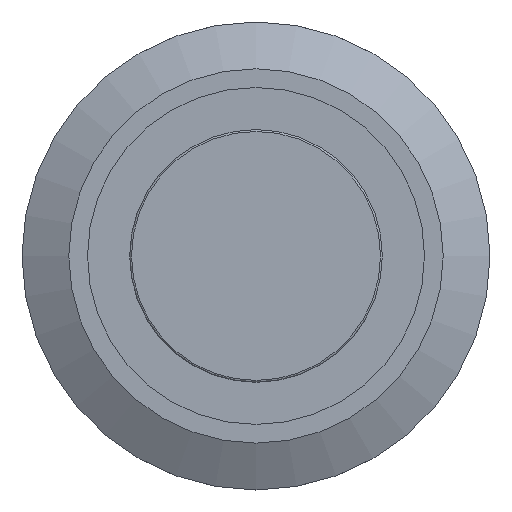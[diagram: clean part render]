
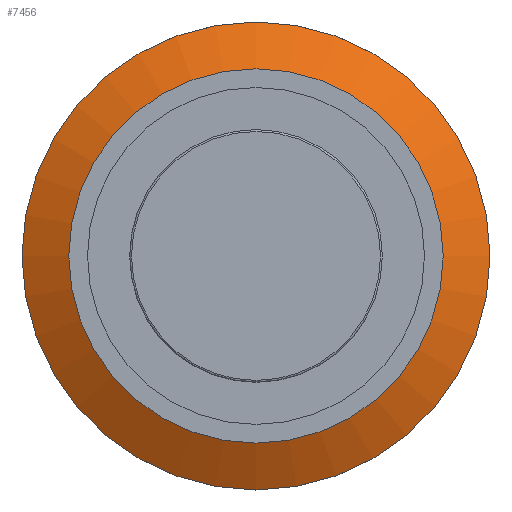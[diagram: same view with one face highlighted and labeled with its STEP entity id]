
A CAD part, top view. The second image highlights one B-rep face of the part: STEP entity #7456.
In plain terms, the highlighted conical face has half-angle 62.526 degrees and reference radius 11.25 mm.
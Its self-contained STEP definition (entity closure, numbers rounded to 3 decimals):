
#29=CONICAL_SURFACE('',#8208,11.25,1.091);
#888=LINE('',#12867,#1535);
#1535=VECTOR('',#10247,11.25);
#2055=FACE_OUTER_BOUND('',#2498,.T.);
#2498=EDGE_LOOP('',(#6578,#6579,#6580,#6581,#6582,#6583));
#2943=CIRCLE('',#8209,12.5);
#2944=CIRCLE('',#8210,12.5);
#2945=CIRCLE('',#8211,10.);
#2946=CIRCLE('',#8212,10.);
#3619=VERTEX_POINT('',#12862);
#3620=VERTEX_POINT('',#12863);
#3621=VERTEX_POINT('',#12866);
#3622=VERTEX_POINT('',#12868);
#4641=EDGE_CURVE('',#3619,#3620,#2943,.T.);
#4642=EDGE_CURVE('',#3620,#3619,#2944,.T.);
#4643=EDGE_CURVE('',#3620,#3621,#888,.T.);
#4644=EDGE_CURVE('',#3622,#3621,#2945,.T.);
#4645=EDGE_CURVE('',#3621,#3622,#2946,.T.);
#6578=ORIENTED_EDGE('',*,*,#4641,.F.);
#6579=ORIENTED_EDGE('',*,*,#4642,.F.);
#6580=ORIENTED_EDGE('',*,*,#4643,.T.);
#6581=ORIENTED_EDGE('',*,*,#4644,.F.);
#6582=ORIENTED_EDGE('',*,*,#4645,.F.);
#6583=ORIENTED_EDGE('',*,*,#4643,.F.);
#7456=ADVANCED_FACE('',(#2055),#29,.T.);
#8208=AXIS2_PLACEMENT_3D('',#12861,#10241,#10242);
#8209=AXIS2_PLACEMENT_3D('',#12864,#10243,#10244);
#8210=AXIS2_PLACEMENT_3D('',#12865,#10245,#10246);
#8211=AXIS2_PLACEMENT_3D('',#12869,#10248,#10249);
#8212=AXIS2_PLACEMENT_3D('',#12870,#10250,#10251);
#10241=DIRECTION('center_axis',(0.,0.,
-1.));
#10242=DIRECTION('ref_axis',(0.,1.,0.));
#10243=DIRECTION('center_axis',(0.,0.,
-1.));
#10244=DIRECTION('ref_axis',(1.,0.,0.));
#10245=DIRECTION('center_axis',(0.,0.,
-1.));
#10246=DIRECTION('ref_axis',(1.,0.,0.));
#10247=DIRECTION('',(0.,0.887,0.461));
#10248=DIRECTION('center_axis',(0.,0.,
1.));
#10249=DIRECTION('ref_axis',(0.,1.,0.));
#10250=DIRECTION('center_axis',(0.,0.,
1.));
#10251=DIRECTION('ref_axis',(0.,1.,0.));
#12861=CARTESIAN_POINT('Origin',(7.901,5.875,189.4));
#12862=CARTESIAN_POINT('',(-4.599,5.875,188.75));
#12863=CARTESIAN_POINT('',(7.901,-6.625,188.75));
#12864=CARTESIAN_POINT('Origin',(7.901,5.875,188.75));
#12865=CARTESIAN_POINT('Origin',(7.901,5.875,188.75));
#12866=CARTESIAN_POINT('',(7.901,-4.125,190.05));
#12867=CARTESIAN_POINT('',(7.901,-5.375,189.4));
#12868=CARTESIAN_POINT('',(7.901,15.875,190.05));
#12869=CARTESIAN_POINT('Origin',(7.901,5.875,190.05));
#12870=CARTESIAN_POINT('Origin',(7.901,5.875,190.05));
